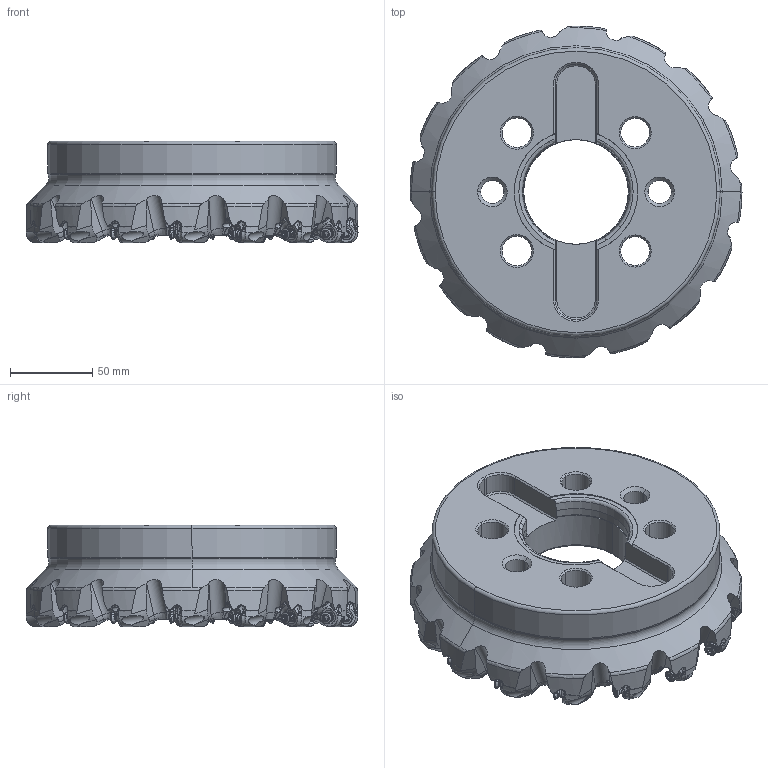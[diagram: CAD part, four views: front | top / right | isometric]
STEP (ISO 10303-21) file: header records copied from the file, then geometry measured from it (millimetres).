
FILE_DESCRIPTION(/* description */ (''),/* implementation_level */ '2;1');
FILE_NAME(/* name */ 'WWX400UR8_0016MN.stp',/* time_stamp */ '2020-04-21T17:33:56+09:00',/* author */ (''),/* organization */ (''),/* preprocessor_version */ 'ST-DEVELOPER v16',/* originating_system */ 'SIEMENS PLM Software NX 10.0',/* authorisation */ '');
FILE_SCHEMA (('AUTOMOTIVE_DESIGN { 1 0 10303 214 3 1 1 1 }'));
Length unit declared in the file: millimetre
Products named in the file (1): WWX400UR8_0016MN_ASM
Bounding box: 201.6 x 201.59 x 61.71 mm (x, y, z)
Volume: 985587.2 mm3; surface area: 122931.2 mm2
Topology: 17 solids, 17 shells, 1995 faces, 5726 edges, 3657 vertices
Faces by surface type: cylinder 702, plane 443, bspline 256, sphere 224, cone 164, torus 126, extrusion 80
Entity records: 159914 total; most frequent: CARTESIAN_POINT 111726, ORIENTED_EDGE 11132, DIRECTION 8646, EDGE_CURVE 5566, AXIS2_PLACEMENT_3D 3667, VERTEX_POINT 3638, B_SPLINE_CURVE_WITH_KNOTS 2476, EDGE_LOOP 2042
